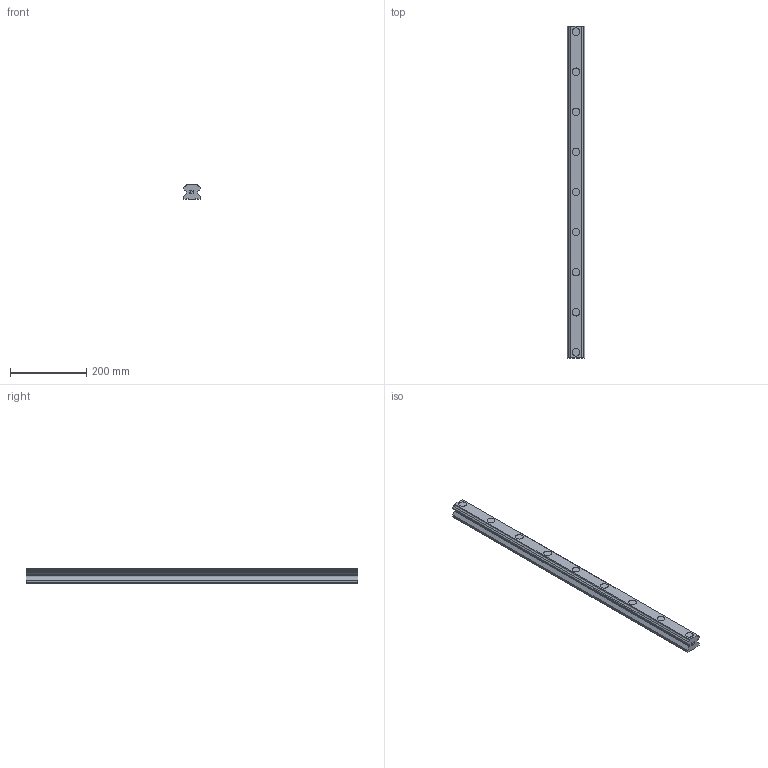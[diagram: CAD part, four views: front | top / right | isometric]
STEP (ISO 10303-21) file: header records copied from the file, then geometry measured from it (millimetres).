
FILE_DESCRIPTION(('STEP AP214'),'1');
FILE_NAME('cctmp_E15B0742-2B88-4939-A5D5-A3ABA4780537_2020_10_23_9_46_3_749..stp','2020-10-23T07:46:03',('HIWIN GmbH'),('CADClick - www.CADClick.com'),'Spatial InterOp 3D',' ','unknown authorization');
FILE_SCHEMA(('AUTOMOTIVE_DESIGN'));
Length unit declared in the file: millimetre
Products named in the file (1): HGR45R870H_FILE
Bounding box: 45 x 870 x 38 mm (x, y, z)
Volume: 1164575.9 mm3; surface area: 172320.4 mm2
Topology: 1 solids, 1 shells, 178 faces, 435 edges, 290 vertices
Faces by surface type: plane 120, cylinder 58
Entity records: 6683 total; most frequent: DIRECTION 909, CARTESIAN_POINT 904, ORIENTED_EDGE 870, EDGE_CURVE 435, LINE 319, VECTOR 319, AXIS2_PLACEMENT_3D 295, VERTEX_POINT 290
